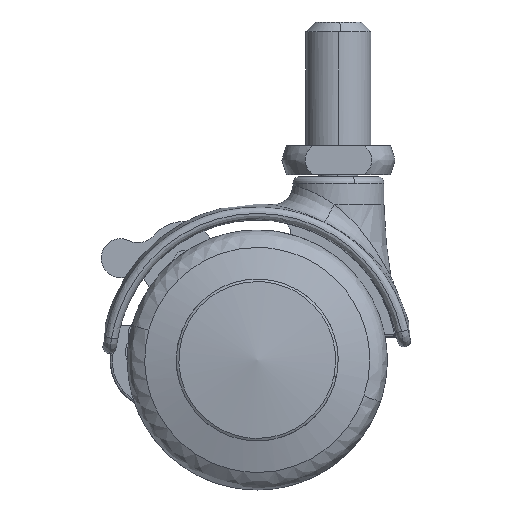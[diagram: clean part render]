
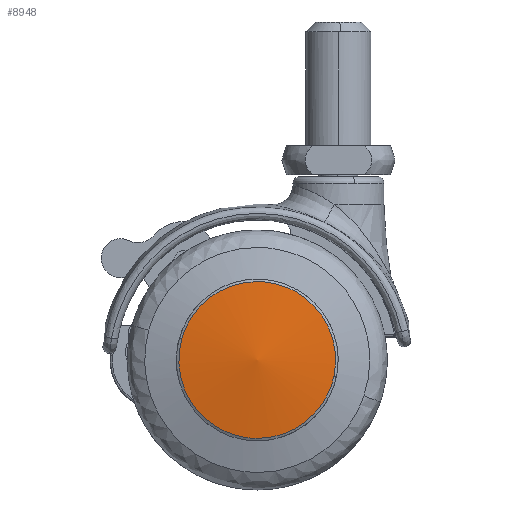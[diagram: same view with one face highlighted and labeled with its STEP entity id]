
A CAD part, front view. The second image highlights one B-rep face of the part: STEP entity #8948.
In plain terms, the highlighted free-form (B-spline) face has degree [2, 2] with [4, 4] control points.
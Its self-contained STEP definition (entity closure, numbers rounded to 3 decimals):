
#7237=CARTESIAN_POINT('',(-11.624,-18.104,3.228));
#7238=VERTEX_POINT('',#7237);
#7252=CARTESIAN_POINT('',(0.0,-18.104,12.064));
#7253=VERTEX_POINT('',#7252);
#7254=CARTESIAN_POINT('',(0.0,-18.104,12.064));
#7255=CARTESIAN_POINT('',(-9.171,-18.104,12.064));
#7256=CARTESIAN_POINT('',(-11.624,-18.104,3.228));
#7264=(BOUNDED_CURVE()B_SPLINE_CURVE(2,(#7254,#7255,#7256),.UNSPECIFIED.,.F.,.U.)B_SPLINE_CURVE_WITH_KNOTS((3,3),(0.0,0.204),.UNSPECIFIED.)CURVE()GEOMETRIC_REPRESENTATION_ITEM()RATIONAL_B_SPLINE_CURVE((1.0,0.761,0.913))REPRESENTATION_ITEM(''));
#7265=EDGE_CURVE('',#7253,#7238,#7264,.T.);
#7267=CARTESIAN_POINT('',(11.79,-18.104,-2.558));
#7268=VERTEX_POINT('',#7267);
#7269=CARTESIAN_POINT('',(11.79,-18.104,-2.558));
#7270=CARTESIAN_POINT('',(12.064,-18.104,-1.294));
#7271=CARTESIAN_POINT('',(12.064,-18.104,0.));
#7272=CARTESIAN_POINT('',(12.064,-18.104,12.064));
#7273=CARTESIAN_POINT('',(0.0,-18.104,12.064));
#7281=(BOUNDED_CURVE()B_SPLINE_CURVE(2,(#7269,#7270,#7271,#7272,#7273),.UNSPECIFIED.,.F.,.U.)B_SPLINE_CURVE_WITH_KNOTS((3,2,3),(0.714,0.75,1.0),.UNSPECIFIED.)CURVE()GEOMETRIC_REPRESENTATION_ITEM()RATIONAL_B_SPLINE_CURVE((0.927,0.957,1.0,0.707,1.0))REPRESENTATION_ITEM(''));
#7282=EDGE_CURVE('',#7268,#7253,#7281,.T.);
#7335=CARTESIAN_POINT('',(0.0,-18.104,-12.064));
#7336=VERTEX_POINT('',#7335);
#7337=CARTESIAN_POINT('',(0.0,-18.104,-12.064));
#7338=CARTESIAN_POINT('',(9.728,-18.104,-12.064));
#7339=CARTESIAN_POINT('',(11.79,-18.104,-2.558));
#7347=(BOUNDED_CURVE()B_SPLINE_CURVE(2,(#7337,#7338,#7339),.UNSPECIFIED.,.F.,.U.)B_SPLINE_CURVE_WITH_KNOTS((3,3),(0.5,0.714),.UNSPECIFIED.)CURVE()GEOMETRIC_REPRESENTATION_ITEM()RATIONAL_B_SPLINE_CURVE((1.0,0.75,0.927))REPRESENTATION_ITEM(''));
#7348=EDGE_CURVE('',#7336,#7268,#7347,.T.);
#7350=CARTESIAN_POINT('',(-11.624,-18.104,3.228));
#7351=CARTESIAN_POINT('',(-12.064,-18.104,1.644));
#7352=CARTESIAN_POINT('',(-12.064,-18.104,0.));
#7353=CARTESIAN_POINT('',(-12.064,-18.104,-12.064));
#7354=CARTESIAN_POINT('',(0.0,-18.104,-12.064));
#7362=(BOUNDED_CURVE()B_SPLINE_CURVE(2,(#7350,#7351,#7352,#7353,#7354),.UNSPECIFIED.,.F.,.U.)B_SPLINE_CURVE_WITH_KNOTS((3,2,3),(0.204,0.25,0.5),.UNSPECIFIED.)CURVE()GEOMETRIC_REPRESENTATION_ITEM()RATIONAL_B_SPLINE_CURVE((0.913,0.947,1.0,0.707,1.0))REPRESENTATION_ITEM(''));
#7363=EDGE_CURVE('',#7238,#7336,#7362,.T.);
#8918=CARTESIAN_POINT('',(-13.021,-16.186,-13.025));
#8919=CARTESIAN_POINT('',(-6.614,-17.816,-13.233));
#8920=CARTESIAN_POINT('',(6.614,-17.816,-13.233));
#8921=CARTESIAN_POINT('',(13.021,-16.186,-13.025));
#8922=CARTESIAN_POINT('',(-13.229,-17.817,-6.616));
#8923=CARTESIAN_POINT('',(-6.721,-19.5,-6.724));
#8924=CARTESIAN_POINT('',(6.722,-19.5,-6.724));
#8925=CARTESIAN_POINT('',(13.229,-17.817,-6.616));
#8926=CARTESIAN_POINT('',(-13.229,-17.817,6.616));
#8927=CARTESIAN_POINT('',(-6.721,-19.5,6.724));
#8928=CARTESIAN_POINT('',(6.722,-19.5,6.724));
#8929=CARTESIAN_POINT('',(13.229,-17.817,6.616));
#8930=CARTESIAN_POINT('',(-13.021,-16.186,13.025));
#8931=CARTESIAN_POINT('',(-6.614,-17.816,13.233));
#8932=CARTESIAN_POINT('',(6.614,-17.816,13.233));
#8933=CARTESIAN_POINT('',(13.021,-16.186,13.025));
#8941=(BOUNDED_SURFACE()B_SPLINE_SURFACE(2,2,((#8918,#8922,#8926,#8930),(#8919,#8923,#8927,#8931),(#8920,#8924,#8928,#8932),(#8921,#8925,#8929,#8933)),.UNSPECIFIED.,.F.,.F.,.U.)B_SPLINE_SURFACE_WITH_KNOTS((3,1,3),(3,1,3),(12.888,25.914,38.939),(12.884,25.914,38.943),.UNSPECIFIED.)GEOMETRIC_REPRESENTATION_ITEM()RATIONAL_B_SPLINE_SURFACE(((1.032,1.016,1.016,1.032),(1.016,1.0,1.0,1.016),(1.016,1.0,1.0,1.016),(1.032,1.016,1.016,1.032)))REPRESENTATION_ITEM('')SURFACE());
#8942=ORIENTED_EDGE('',*,*,#7265,.T.);
#8943=ORIENTED_EDGE('',*,*,#7363,.T.);
#8944=ORIENTED_EDGE('',*,*,#7348,.T.);
#8945=ORIENTED_EDGE('',*,*,#7282,.T.);
#8946=EDGE_LOOP('',(#8942,#8943,#8944,#8945));
#8947=FACE_OUTER_BOUND('',#8946,.T.);
#8948=ADVANCED_FACE('',(#8947),#8941,.T.);
